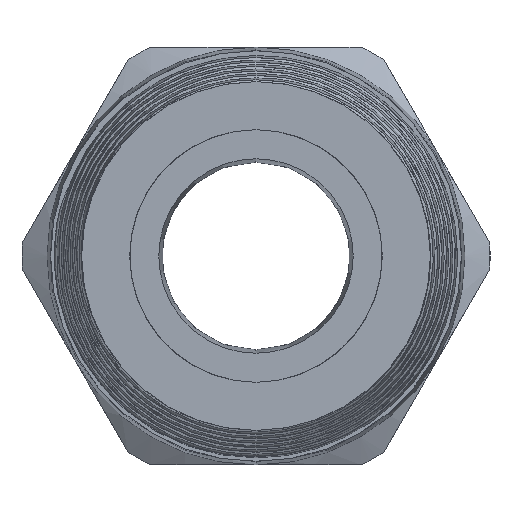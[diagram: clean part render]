
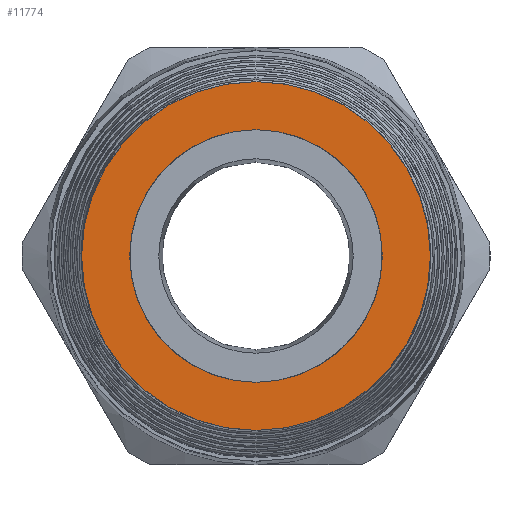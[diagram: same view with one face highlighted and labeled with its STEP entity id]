
A CAD part, left-side view. The second image highlights one B-rep face of the part: STEP entity #11774.
In plain terms, the highlighted planar face has unit normal (-1, 0, 0).
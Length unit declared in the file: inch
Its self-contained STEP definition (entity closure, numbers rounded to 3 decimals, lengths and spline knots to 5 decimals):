
#3900 = EDGE_CURVE ( 'NONE', #3901, #3903, #5445, .T. ) ;
#3901 = VERTEX_POINT ( 'NONE', #5441 ) ;
#3903 = VERTEX_POINT ( 'NONE', #5440 ) ;
#4006 = EDGE_CURVE ( 'NONE', #4009, #4012, #5724, .T. ) ;
#4009 = VERTEX_POINT ( 'NONE', #5715 ) ;
#4012 = VERTEX_POINT ( 'NONE', #5779 ) ;
#5131 = CIRCLE ( 'NONE', #5199, 0.26297 ) ;
#5147 = DIRECTION ( 'NONE',  ( 0., 0., 1. ) ) ;
#5148 = DIRECTION ( 'NONE',  ( -1., 0., 0. ) ) ;
#5150 = CARTESIAN_POINT ( 'NONE',  ( -3.07, 0., 0. ) ) ;
#5152 = AXIS2_PLACEMENT_3D ( 'NONE', #5150, #5148, #5147 ) ;
#5154 = PLANE ( 'NONE',  #5152 ) ;
#5169 = FACE_OUTER_BOUND ( 'NONE', #11829, .T. ) ;
#5175 = FACE_BOUND ( 'NONE', #11772, .T. ) ;
#5193 = DIRECTION ( 'NONE',  ( 0., 0., 1. ) ) ;
#5195 = DIRECTION ( 'NONE',  ( -1., 0., 0. ) ) ;
#5197 = CARTESIAN_POINT ( 'NONE',  ( -3.07, 0., 0. ) ) ;
#5199 = AXIS2_PLACEMENT_3D ( 'NONE', #5197, #5195, #5193 ) ;
#5440 = CARTESIAN_POINT ( 'NONE',  ( -3.07, 0., 0.26297 ) ) ;
#5441 = CARTESIAN_POINT ( 'NONE',  ( -3.07, 0., -0.26297 ) ) ;
#5442 = DIRECTION ( 'NONE',  ( 0., 0., 1. ) ) ;
#5443 = DIRECTION ( 'NONE',  ( -1., 0., 0. ) ) ;
#5444 = AXIS2_PLACEMENT_3D ( 'NONE', #5451, #5443, #5442 ) ;
#5445 = CIRCLE ( 'NONE', #5444, 0.26297 ) ;
#5451 = CARTESIAN_POINT ( 'NONE',  ( -3.07, 0., 0. ) ) ;
#5715 = CARTESIAN_POINT ( 'NONE',  ( -3.07, 0., 0.36297 ) ) ;
#5716 = DIRECTION ( 'NONE',  ( 0., 0., 1. ) ) ;
#5717 = DIRECTION ( 'NONE',  ( -1., 0., 0. ) ) ;
#5718 = CARTESIAN_POINT ( 'NONE',  ( -3.07, 0., 0. ) ) ;
#5719 = AXIS2_PLACEMENT_3D ( 'NONE', #5718, #5717, #5716 ) ;
#5724 = CIRCLE ( 'NONE', #5719, 0.36297 ) ;
#5779 = CARTESIAN_POINT ( 'NONE',  ( -3.07, 0., -0.36297 ) ) ;
#9711 = DIRECTION ( 'NONE',  ( 0., 0., 1. ) ) ;
#9712 = DIRECTION ( 'NONE',  ( -1., 0., 0. ) ) ;
#9713 = CARTESIAN_POINT ( 'NONE',  ( -3.07, 0., 0. ) ) ;
#9714 = AXIS2_PLACEMENT_3D ( 'NONE', #9713, #9712, #9711 ) ;
#9719 = CIRCLE ( 'NONE', #9714, 0.36297 ) ;
#11757 = EDGE_CURVE ( 'NONE', #3903, #3901, #5131, .T. ) ;
#11772 = EDGE_LOOP ( 'NONE', ( #11838, #11831 ) ) ;
#11774 = ADVANCED_FACE ( 'NONE', ( #5169, #5175 ), #5154, .T. ) ;
#11792 = ORIENTED_EDGE ( 'NONE', *, *, #11823, .T. ) ;
#11823 = EDGE_CURVE ( 'NONE', #4012, #4009, #9719, .T. ) ;
#11825 = ORIENTED_EDGE ( 'NONE', *, *, #4006, .T. ) ;
#11829 = EDGE_LOOP ( 'NONE', ( #11792, #11825 ) ) ;
#11831 = ORIENTED_EDGE ( 'NONE', *, *, #11757, .F. ) ;
#11838 = ORIENTED_EDGE ( 'NONE', *, *, #3900, .F. ) ;
